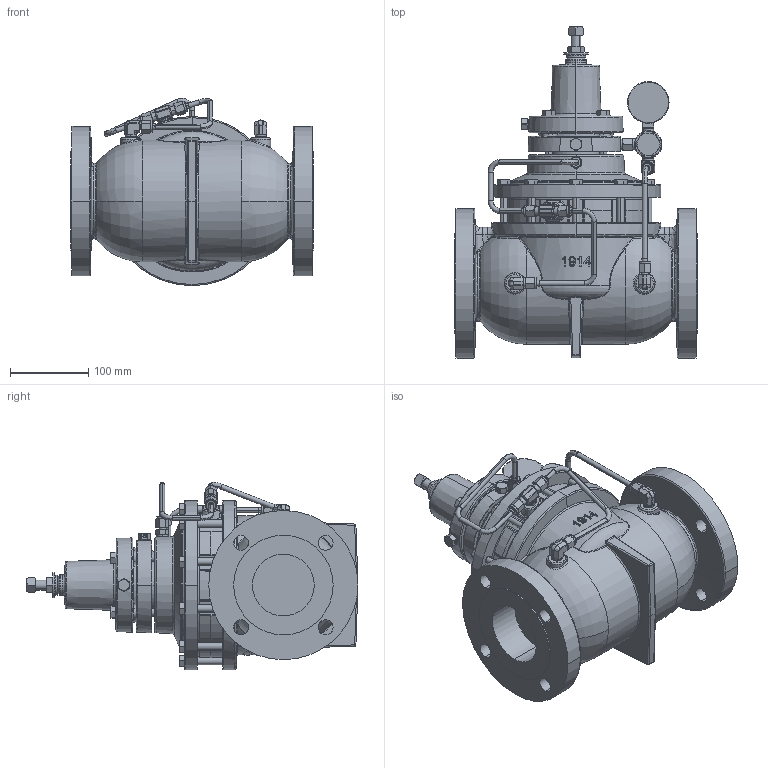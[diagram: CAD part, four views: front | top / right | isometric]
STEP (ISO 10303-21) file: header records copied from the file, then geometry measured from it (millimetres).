
FILE_DESCRIPTION (( 'STEP AP203' ), '1' );
FILE_NAME ('3 INCH 318 FGT BP-NV-D (ALID).STEP', '2018-05-08T21:05:40', ( '' ), ( '' ), 'SwSTEP 2.0', 'SolidWorks 2018', '' );
FILE_SCHEMA (( 'CONFIG_CONTROL_DESIGN' ));
Products named in the file (1): 3 INCH 318 FGT BP-NV-D (ALID)
Bounding box: 309.55 x 423.78 x 239.07 mm (x, y, z)
Volume: 9901366.1 mm3; surface area: 907671.6 mm2
Topology: 15 solids, 21 shells, 4645 faces, 11698 edges, 7160 vertices
Faces by surface type: plane 1526, bspline 1299, cylinder 796, cone 553, torus 341, sphere 130
Entity records: 218511 total; most frequent: CARTESIAN_POINT 118354, ORIENTED_EDGE 23032, DIRECTION 17718, EDGE_CURVE 11516, VERTEX_POINT 7158, AXIS2_PLACEMENT_3D 6900, EDGE_LOOP 4958, FACE_OUTER_BOUND 4645
